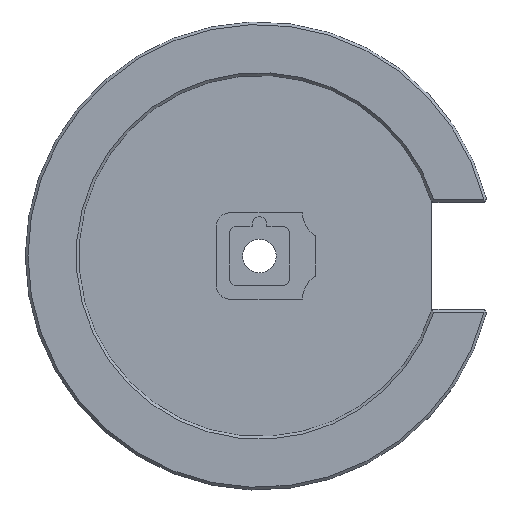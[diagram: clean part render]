
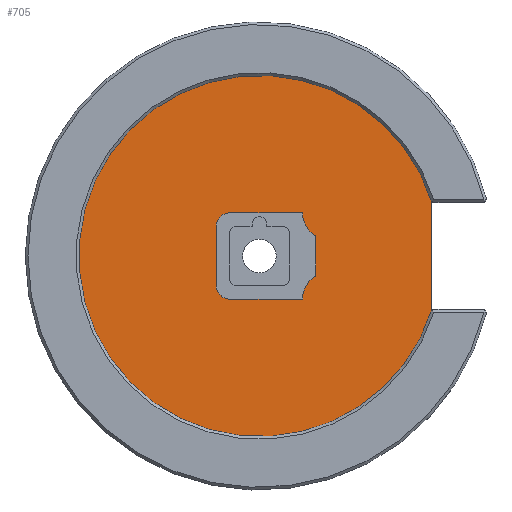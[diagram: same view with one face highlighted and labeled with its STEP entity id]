
A CAD part, top view. The second image highlights one B-rep face of the part: STEP entity #705.
In plain terms, the highlighted planar face has unit normal (0, 0, 1).
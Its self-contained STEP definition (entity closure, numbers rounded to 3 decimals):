
#16=FACE_BOUND('',#118,.T.);
#32=PLANE('',#779);
#75=FACE_OUTER_BOUND('',#117,.T.);
#117=EDGE_LOOP('',(#548,#549));
#118=EDGE_LOOP('',(#550,#551,#552,#553,#554,#555,#556,#557));
#168=LINE('',#1138,#232);
#169=LINE('',#1143,#233);
#170=LINE('',#1147,#234);
#171=LINE('',#1150,#235);
#172=LINE('',#1151,#236);
#232=VECTOR('',#902,10.);
#233=VECTOR('',#909,10.);
#234=VECTOR('',#912,10.);
#235=VECTOR('',#915,10.);
#236=VECTOR('',#916,10.);
#274=CIRCLE('',#750,2.);
#276=CIRCLE('',#753,2.);
#285=CIRCLE('',#778,13.5);
#286=CIRCLE('',#780,1.);
#287=CIRCLE('',#781,1.);
#305=VERTEX_POINT('',#1032);
#306=VERTEX_POINT('',#1034);
#309=VERTEX_POINT('',#1041);
#310=VERTEX_POINT('',#1043);
#331=VERTEX_POINT('',#1128);
#332=VERTEX_POINT('',#1134);
#333=VERTEX_POINT('',#1142);
#334=VERTEX_POINT('',#1144);
#335=VERTEX_POINT('',#1146);
#336=VERTEX_POINT('',#1148);
#370=EDGE_CURVE('',#306,#305,#274,.T.);
#374=EDGE_CURVE('',#310,#309,#276,.T.);
#411=EDGE_CURVE('',#332,#331,#168,.T.);
#412=EDGE_CURVE('',#331,#332,#285,.T.);
#413=EDGE_CURVE('',#305,#333,#169,.T.);
#414=EDGE_CURVE('',#334,#333,#286,.T.);
#415=EDGE_CURVE('',#334,#335,#170,.T.);
#416=EDGE_CURVE('',#336,#335,#287,.T.);
#417=EDGE_CURVE('',#336,#310,#171,.T.);
#418=EDGE_CURVE('',#309,#306,#172,.T.);
#548=ORIENTED_EDGE('',*,*,#411,.T.);
#549=ORIENTED_EDGE('',*,*,#412,.T.);
#550=ORIENTED_EDGE('',*,*,#370,.T.);
#551=ORIENTED_EDGE('',*,*,#413,.T.);
#552=ORIENTED_EDGE('',*,*,#414,.F.);
#553=ORIENTED_EDGE('',*,*,#415,.T.);
#554=ORIENTED_EDGE('',*,*,#416,.F.);
#555=ORIENTED_EDGE('',*,*,#417,.T.);
#556=ORIENTED_EDGE('',*,*,#374,.T.);
#557=ORIENTED_EDGE('',*,*,#418,.T.);
#705=ADVANCED_FACE('',(#75,#16),#32,.F.);
#750=AXIS2_PLACEMENT_3D('',#1035,#826,#827);
#753=AXIS2_PLACEMENT_3D('',#1044,#834,#835);
#778=AXIS2_PLACEMENT_3D('',#1140,#905,#906);
#779=AXIS2_PLACEMENT_3D('',#1141,#907,#908);
#780=AXIS2_PLACEMENT_3D('',#1145,#910,#911);
#781=AXIS2_PLACEMENT_3D('',#1149,#913,#914);
#826=DIRECTION('center_axis',(0.,0.,1.));
#827=DIRECTION('ref_axis',(-0.5,0.866,0.));
#834=DIRECTION('center_axis',(0.,0.,1.));
#835=DIRECTION('ref_axis',(-1.,-0.004,0.));
#902=DIRECTION('',(0.,1.,0.));
#905=DIRECTION('center_axis',(0.,0.,1.));
#906=DIRECTION('ref_axis',(-1.,0.,0.));
#907=DIRECTION('center_axis',(0.,0.,-1.));
#908=DIRECTION('ref_axis',(-1.,0.,0.));
#909=DIRECTION('',(-1.,0.,0.));
#910=DIRECTION('center_axis',(0.,0.,1.));
#911=DIRECTION('ref_axis',(-0.707,-0.707,0.));
#912=DIRECTION('',(0.,1.,0.));
#913=DIRECTION('center_axis',(0.,0.,1.));
#914=DIRECTION('ref_axis',(-0.707,0.707,0.));
#915=DIRECTION('',(1.,0.,0.));
#916=DIRECTION('',(0.,-1.,0.));
#1032=CARTESIAN_POINT('',(3.225,-3.225,-0.5));
#1034=CARTESIAN_POINT('',(4.225,-1.5,-0.5));
#1035=CARTESIAN_POINT('Origin',(5.225,-3.232,-0.5));
#1041=CARTESIAN_POINT('',(4.225,1.5,-0.5));
#1043=CARTESIAN_POINT('',(3.225,3.225,-0.5));
#1044=CARTESIAN_POINT('Origin',(5.225,3.232,-0.5));
#1128=CARTESIAN_POINT('',(12.894,4.,-0.5));
#1134=CARTESIAN_POINT('',(12.894,-4.,-0.5));
#1138=CARTESIAN_POINT('',(12.894,-2.,-0.5));
#1140=CARTESIAN_POINT('Origin',(0.,0.,-0.5));
#1141=CARTESIAN_POINT('Origin',(0.,0.,-0.5));
#1142=CARTESIAN_POINT('',(-2.225,-3.225,-0.5));
#1143=CARTESIAN_POINT('',(4.225,-3.225,-0.5));
#1144=CARTESIAN_POINT('',(-3.225,-2.225,-0.5));
#1145=CARTESIAN_POINT('Origin',(-2.225,-2.225,-0.5));
#1146=CARTESIAN_POINT('',(-3.225,2.225,-0.5));
#1147=CARTESIAN_POINT('',(-3.225,-3.225,-0.5));
#1148=CARTESIAN_POINT('',(-2.225,3.225,-0.5));
#1149=CARTESIAN_POINT('Origin',(-2.225,2.225,-0.5));
#1150=CARTESIAN_POINT('',(-3.225,3.225,-0.5));
#1151=CARTESIAN_POINT('',(4.225,3.225,-0.5));
